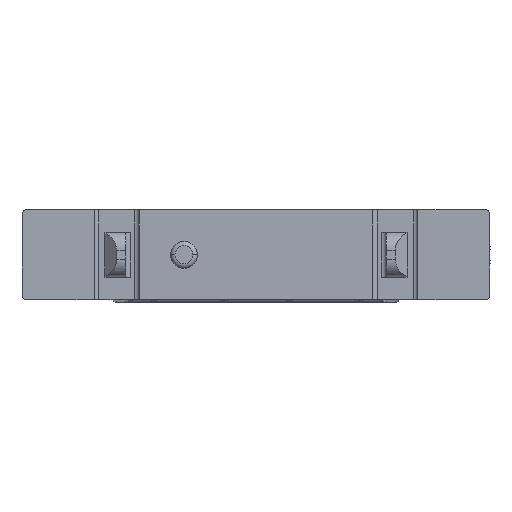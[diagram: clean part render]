
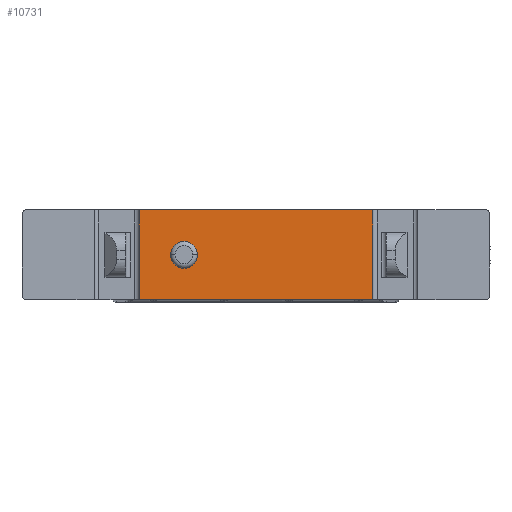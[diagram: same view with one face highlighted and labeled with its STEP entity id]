
A CAD part, top view. The second image highlights one B-rep face of the part: STEP entity #10731.
In plain terms, the highlighted planar face has unit normal (0, 0, 1).
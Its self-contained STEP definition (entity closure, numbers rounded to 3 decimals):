
#292 = VERTEX_POINT ( 'NONE', #15118 ) ;
#300 = VERTEX_POINT ( 'NONE', #15110 ) ;
#301 = VERTEX_POINT ( 'NONE', #15109 ) ;
#358 = VERTEX_POINT ( 'NONE', #15670 ) ;
#368 = VERTEX_POINT ( 'NONE', #15877 ) ;
#825 = VERTEX_POINT ( 'NONE', #15803 ) ;
#1244 = EDGE_LOOP ( 'NONE', ( #11870, #11872, #11874, #11876 ) ) ;
#1257 = EDGE_LOOP ( 'NONE', ( #11878, #11880 ) ) ;
#2103 = FACE_OUTER_BOUND ( 'NONE', #1244, .T. ) ;
#2106 = FACE_BOUND ( 'NONE', #1257, .T. ) ;
#5177 = EDGE_CURVE ( 'NONE', #358, #301, #6728, .T. ) ;
#5178 = EDGE_CURVE ( 'NONE', #300, #368, #6732, .T. ) ;
#5179 = EDGE_CURVE ( 'NONE', #292, #300, #6730, .T. ) ;
#5180 = EDGE_CURVE ( 'NONE', #825, #292, #6735, .T. ) ;
#5181 = EDGE_CURVE ( 'NONE', #825, #368, #6737, .T. ) ;
#5211 = EDGE_CURVE ( 'NONE', #301, #358, #6788, .T. ) ;
#6635 = CARTESIAN_POINT ( 'NONE',  ( 0., 10., 148. ) ) ;
#6639 = PLANE ( 'NONE',  #7415 ) ;
#6644 = DIRECTION ( 'NONE',  ( 0., 0., -1. ) ) ;
#6645 = DIRECTION ( 'NONE',  ( -1., 0., 0. ) ) ;
#6728 = CIRCLE ( 'NONE', #15067, 1.5 ) ;
#6730 = LINE ( 'NONE', #9889, #6736 ) ;
#6732 = LINE ( 'NONE', #9886, #6734 ) ;
#6734 = VECTOR ( 'NONE', #9882, 1000. ) ;
#6735 = LINE ( 'NONE', #9895, #6738 ) ;
#6736 = VECTOR ( 'NONE', #9894, 1000. ) ;
#6737 = LINE ( 'NONE', #9897, #6740 ) ;
#6738 = VECTOR ( 'NONE', #9896, 1000. ) ;
#6740 = VECTOR ( 'NONE', #9898, 1000. ) ;
#6788 = CIRCLE ( 'NONE', #7257, 1.5 ) ;
#7257 = AXIS2_PLACEMENT_3D ( 'NONE', #9966, #9967, #9968 ) ;
#7415 = AXIS2_PLACEMENT_3D ( 'NONE', #6635, #6644, #6645 ) ;
#9882 = DIRECTION ( 'NONE',  ( 1., 0., 0. ) ) ;
#9886 = CARTESIAN_POINT ( 'NONE',  ( 0., 0., 148. ) ) ;
#9889 = CARTESIAN_POINT ( 'NONE',  ( 3.02, 10., 148. ) ) ;
#9890 = CARTESIAN_POINT ( 'NONE',  ( 8., 5., 148. ) ) ;
#9891 = DIRECTION ( 'NONE',  ( 0., 0., 1. ) ) ;
#9892 = DIRECTION ( 'NONE',  ( -1., 0., 0. ) ) ;
#9894 = DIRECTION ( 'NONE',  ( 0., -1., 0. ) ) ;
#9895 = CARTESIAN_POINT ( 'NONE',  ( 0., 10., 148. ) ) ;
#9896 = DIRECTION ( 'NONE',  ( -1., 0., 0. ) ) ;
#9897 = CARTESIAN_POINT ( 'NONE',  ( 28.98, 10., 148. ) ) ;
#9898 = DIRECTION ( 'NONE',  ( 0., -1., 0. ) ) ;
#9966 = CARTESIAN_POINT ( 'NONE',  ( 8., 5., 148. ) ) ;
#9967 = DIRECTION ( 'NONE',  ( 0., 0., 1. ) ) ;
#9968 = DIRECTION ( 'NONE',  ( -1., 0., 0. ) ) ;
#10731 = ADVANCED_FACE ( 'NONE', ( #2103, #2106 ), #6639, .F. ) ;
#11870 = ORIENTED_EDGE ( 'NONE', *, *, #5181, .F. ) ;
#11872 = ORIENTED_EDGE ( 'NONE', *, *, #5180, .T. ) ;
#11874 = ORIENTED_EDGE ( 'NONE', *, *, #5179, .T. ) ;
#11876 = ORIENTED_EDGE ( 'NONE', *, *, #5178, .T. ) ;
#11878 = ORIENTED_EDGE ( 'NONE', *, *, #5177, .F. ) ;
#11880 = ORIENTED_EDGE ( 'NONE', *, *, #5211, .F. ) ;
#15067 = AXIS2_PLACEMENT_3D ( 'NONE', #9890, #9891, #9892 ) ;
#15109 = CARTESIAN_POINT ( 'NONE',  ( 9.5, 5., 148. ) ) ;
#15110 = CARTESIAN_POINT ( 'NONE',  ( 3.02, 0., 148. ) ) ;
#15118 = CARTESIAN_POINT ( 'NONE',  ( 3.02, 10., 148. ) ) ;
#15670 = CARTESIAN_POINT ( 'NONE',  ( 6.5, 5., 148. ) ) ;
#15803 = CARTESIAN_POINT ( 'NONE',  ( 28.98, 10., 148. ) ) ;
#15877 = CARTESIAN_POINT ( 'NONE',  ( 28.98, 0., 148. ) ) ;
